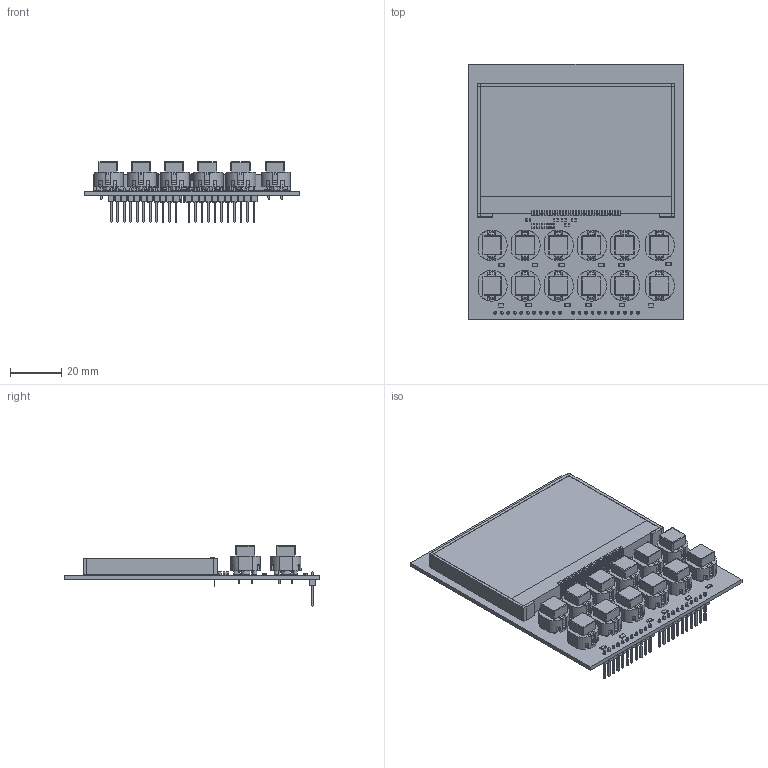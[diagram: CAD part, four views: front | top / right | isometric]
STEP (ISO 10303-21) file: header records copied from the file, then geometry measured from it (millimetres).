
FILE_DESCRIPTION(('Open CASCADE Model'),'2;1');
FILE_NAME('Open CASCADE Shape Model','2020-04-14T01:51:09',('Author'),( 'Open CASCADE'),'Open CASCADE STEP processor 6.8','Open CASCADE 6.8' ,'Unknown');
FILE_SCHEMA(('AUTOMOTIVE_DESIGN { 1 0 10303 214 1 1 1 1 }'));
Length unit declared in the file: millimetre
Products named in the file (91): PCB; Board; Open CASCADE STEP translator 6.8 1.1.1; J2; 5897734720; Body; LeadsArray; J1; R2; 7554928368; Mid_Body; Terminal; Open_CASCADE_STEP_translator_6.8_4.2.1; Mark; R6; R5; R9; 7150936816; R1; R4; R3; 7621120528; R10; R7; R8; R12; R11; C2; 7151181616; Fillet1; Fillet2; body2; C1; C7; 6587660096; C4; C5; C10; C8; C9 ...
Assembly tree (200 placements, depth 5):
  PCB
    Board
      Open CASCADE STEP translator 6.8 1.1.1
    J2
      5897734720
        Body
        LeadsArray
    J1
      5897734720
        Body
        LeadsArray
    R2
      7554928368
        Mid_Body
        Terminal  x2
          Open_CASCADE_STEP_translator_6.8_4.2.1
        Mark
    R6
      7554928368
        Mid_Body
        Terminal  x2
          Open_CASCADE_STEP_translator_6.8_4.2.1
        Mark
    R5
      7554928368
        Mid_Body
        Terminal  x2
          Open_CASCADE_STEP_translator_6.8_4.2.1
        Mark
    R9
      7150936816
        Mid_Body
        Terminal  x2
          Open_CASCADE_STEP_translator_6.8_4.2.1
        Mark
    R1
      7554928368
        Mid_Body
        Terminal  x2
          Open_CASCADE_STEP_translator_6.8_4.2.1
        Mark
    R4
      7554928368
        Mid_Body
        Terminal  x2
          Open_CASCADE_STEP_translator_6.8_4.2.1
        Mark
    R3
      7621120528
        Mid_Body
        Terminal  x2
          Open_CASCADE_STEP_translator_6.8_4.2.1
        Mark
    R10
      7554928368
        Mid_Body
        Terminal  x2
          Open_CASCADE_STEP_translator_6.8_4.2.1
        Mark
    R7
Bounding box: 84 x 100 x 23.64 mm (x, y, z)
Volume: 49123.1 mm3; surface area: 42712 mm2
Topology: 206 solids, 206 shells, 3742 faces, 9054 edges, 5680 vertices
Faces by surface type: plane 2700, cylinder 710, cone 120, torus 84, sphere 80, bspline 48
Full cylindrical faces by diameter (mm): 0.8 x28, 1.1 x70, 1.5 x24, 3.5 x12
Entity records: 49288 total; most frequent: CARTESIAN_POINT 9210, DIRECTION 6867, ORIENTED_EDGE 6676, EDGE_CURVE 3338, AXIS2_PLACEMENT_3D 2294, LINE 2279, VECTOR 2279, VERTEX_POINT 2097
